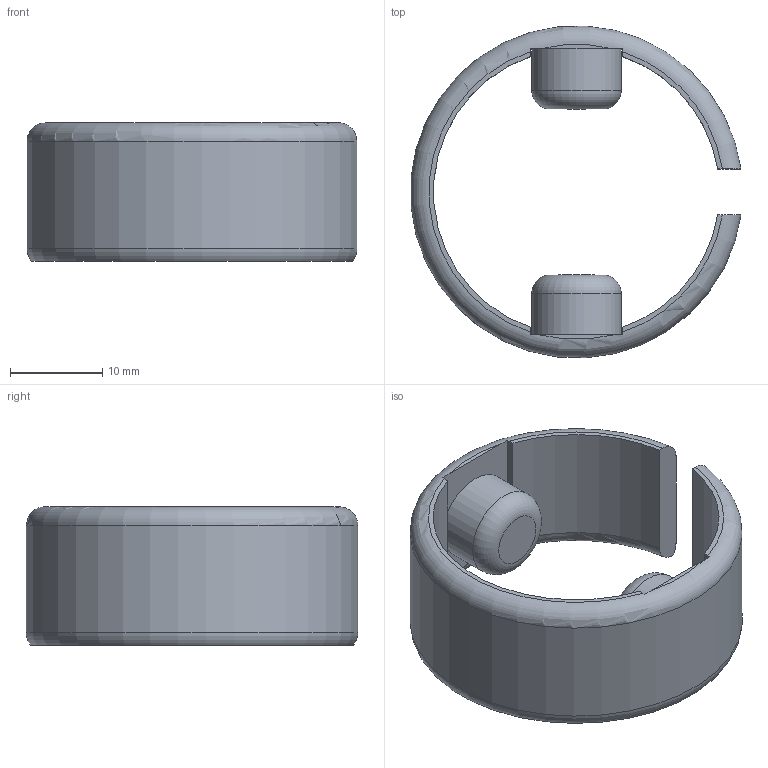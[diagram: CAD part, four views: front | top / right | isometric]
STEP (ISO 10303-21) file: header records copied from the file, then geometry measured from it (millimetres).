
FILE_DESCRIPTION(/* description */ (''),/* implementation_level */ '2;1');
FILE_NAME(/* name */ 'tool_penholder_pressure_ring.step',/* time_stamp */ '2025-12-09T20:11:22+01:00',/* author */ (''),/* organization */ (''),/* preprocessor_version */ 'ST-DEVELOPER v20.1',/* originating_system */ 'Autodesk Translation Framework v14.21.0.0',/* authorisation */ '');
FILE_SCHEMA (('AUTOMOTIVE_DESIGN { 1 0 10303 214 3 1 1 }'));
Length unit declared in the file: millimetre
Products named in the file (1): FusionComponent
Bounding box: 35.76 x 35.94 x 15 mm (x, y, z)
Volume: 4401.5 mm3; surface area: 3741.3 mm2
Topology: 1 solids, 1 shells, 26 faces, 68 edges, 46 vertices
Faces by surface type: plane 15, cylinder 6, torus 5
Full cylindrical faces by diameter (mm): 9.7 x2
Entity records: 911 total; most frequent: CARTESIAN_POINT 251, ORIENTED_EDGE 136, DIRECTION 124, EDGE_CURVE 68, AXIS2_PLACEMENT_3D 51, VERTEX_POINT 46, EDGE_LOOP 28, FACE_OUTER_BOUND 26
